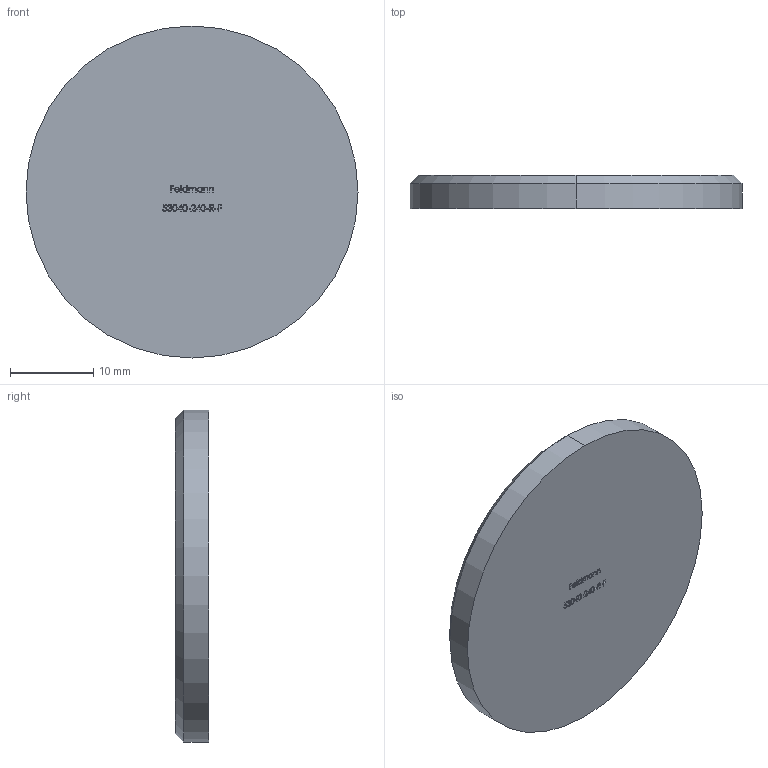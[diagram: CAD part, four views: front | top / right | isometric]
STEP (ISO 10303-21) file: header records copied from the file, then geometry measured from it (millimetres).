
FILE_DESCRIPTION (( 'STEP AP203' ), '1' );
FILE_NAME ('53040-240-R-F.STEP', '2020-10-22T06:29:24', ( '' ), ( '' ), 'SwSTEP 2.0', 'SolidWorks 2018', '' );
FILE_SCHEMA (( 'CONFIG_CONTROL_DESIGN' ));
Length unit declared in the file: millimetre
Products named in the file (2): 53040-240-R-F
Bounding box: 40 x 4 x 40 mm (x, y, z)
Volume: 4964.5 mm3; surface area: 2947.8 mm2
Topology: 1 solids, 1 shells, 272 faces, 718 edges, 478 vertices
Faces by surface type: plane 160, bspline 108, cone 2, cylinder 2
Entity records: 14683 total; most frequent: CARTESIAN_POINT 8522, ORIENTED_EDGE 1436, DIRECTION 840, EDGE_CURVE 718, VECTOR 496, LINE 496, VERTEX_POINT 478, EDGE_LOOP 302
